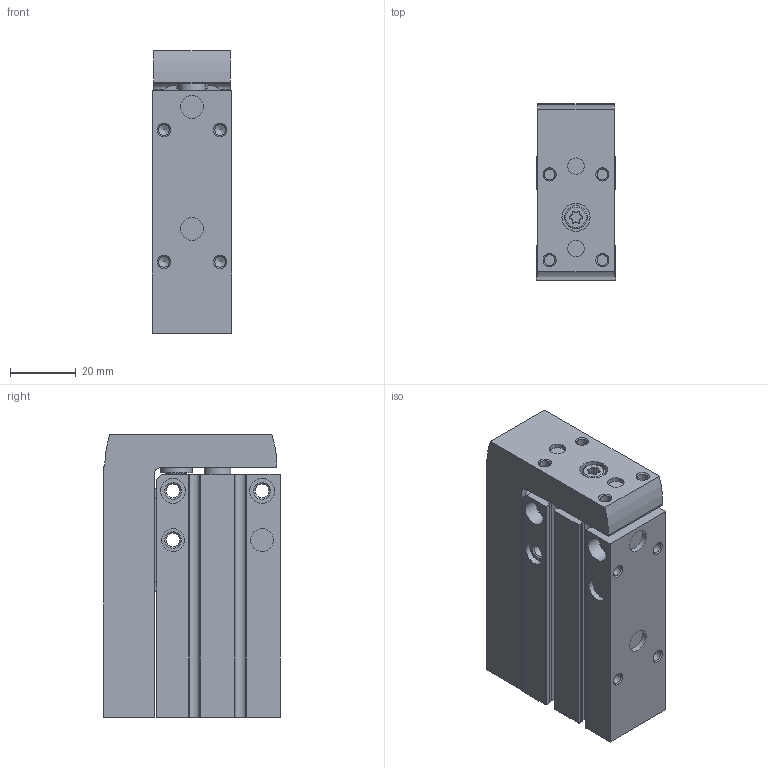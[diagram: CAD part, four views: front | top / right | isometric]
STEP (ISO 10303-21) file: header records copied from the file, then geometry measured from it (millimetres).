
FILE_DESCRIPTION(/* description */ ('STEP AP214'),/* implementation_level */ '2;1');
FILE_NAME(/* name */ '8164073_DGSS-16-30-E1A',/* time_stamp */ '2024-08-16T05:15:51+02:00',/* author */ ('License CC BY-ND 4.0'),/* organization */ ('CADENAS'),/* preprocessor_version */ 'ST-DEVELOPER v19.3',/* originating_system */ 'PARTsolutions',/* authorisation */ ' ');
FILE_SCHEMA (('AUTOMOTIVE_DESIGN {1 0 10303 214 3 1 1}'));
Length unit declared in the file: millimetre
Products named in the file (3): 8164073 DGSS-16-30-E1A---(0_high); 8147515 DGSS-16-30---(high_h); 8147515 DGSS-16-30---(high_s)
Assembly tree (2 placements, depth 2):
  8164073 DGSS-16-30-E1A---(0_high)
    8147515 DGSS-16-30---(high_h)
    8147515 DGSS-16-30---(high_s)
Bounding box: 24 x 53.5 x 85.6 mm (x, y, z)
Volume: 82545 mm3; surface area: 36873.6 mm2
Topology: 2 solids, 2 shells, 374 faces, 915 edges, 595 vertices
Faces by surface type: cylinder 161, plane 160, cone 47, torus 6
Full cylindrical faces by diameter (mm): 1.7 x2, 2.013 x2, 2.459 x6, 3.242 x12, 4.134 x6, 4.8 x1, 5 x4, 5.5 x4, 6 x2, 6.5 x4, 7 x7, 7.5 x4, 8.1 x2, 8.5 x1, 9.5 x1, 16 x2, 17 x1
Entity records: 11697 total; most frequent: DIRECTION 1901, CARTESIAN_POINT 1745, ORIENTED_EDGE 1558, EDGE_CURVE 779, AXIS2_PLACEMENT_3D 747, VERTEX_POINT 583, FACE_BOUND 564, EDGE_LOOP 554
